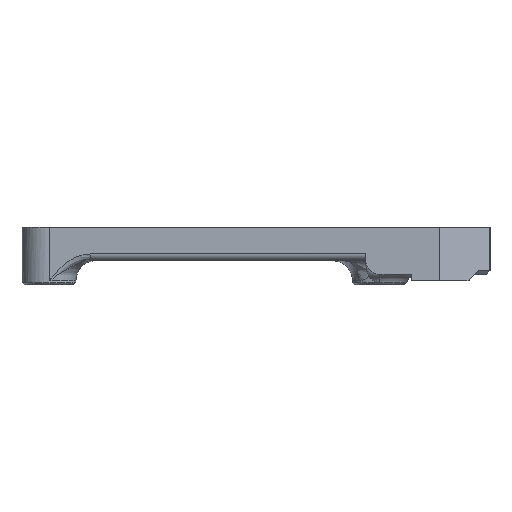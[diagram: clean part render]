
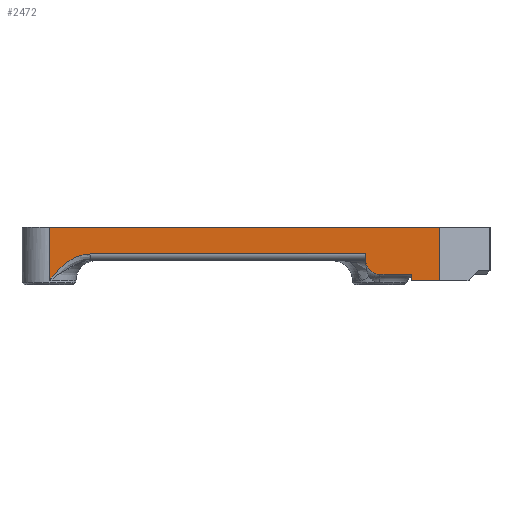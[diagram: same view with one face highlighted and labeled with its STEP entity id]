
A CAD part, left-side view. The second image highlights one B-rep face of the part: STEP entity #2472.
In plain terms, the highlighted planar face has unit normal (-0.999, 0.037, 0).
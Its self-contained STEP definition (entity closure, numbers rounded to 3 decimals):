
#114=PLANE('',#2695);
#186=FACE_OUTER_BOUND('',#349,.T.);
#349=EDGE_LOOP('',(#1889,#1890,#1891,#1892,#1893,#1894,#1895,#1896,#1897,
#1898,#1899));
#467=B_SPLINE_CURVE_WITH_KNOTS('',3,(#3700,#3701,#3702,#3703,#3704,#3705),
 .UNSPECIFIED.,.F.,.F.,(4,2,4),(-0.086,-0.06,
-0.02),.UNSPECIFIED.);
#476=B_SPLINE_CURVE_WITH_KNOTS('',3,(#4205,#4206,#4207,#4208,#4209,#4210,
#4211,#4212,#4213,#4214,#4215,#4216,#4217,#4218,#4219,#4220,#4221,#4222,
#4223,#4224,#4225,#4226,#4227,#4228,#4229,#4230,#4231,#4232,#4233,#4234,
#4235,#4236,#4237,#4238,#4239,#4240,#4241,#4242,#4243,#4244),
 .UNSPECIFIED.,.F.,.F.,(4,3,3,3,3,3,3,3,3,3,3,3,3,4),(0.,0.001,
0.001,0.002,0.003,0.004,0.004,
0.005,0.006,0.007,0.007,0.007,0.007,
0.007),.UNSPECIFIED.);
#477=B_SPLINE_CURVE_WITH_KNOTS('',3,(#4246,#4247,#4248,#4249,#4250,#4251,
#4252,#4253,#4254,#4255),.UNSPECIFIED.,.F.,.F.,(4,2,2,2,4),(-0.593,
-0.519,-0.445,-0.371,-0.296),
 .UNSPECIFIED.);
#507=LINE('',#3674,#697);
#510=LINE('',#3754,#700);
#530=LINE('',#3830,#720);
#531=LINE('',#3846,#721);
#543=LINE('',#3892,#733);
#557=LINE('',#3943,#747);
#559=LINE('',#3947,#749);
#601=LINE('',#4245,#791);
#697=VECTOR('',#2889,1.);
#700=VECTOR('',#2904,4.105);
#720=VECTOR('',#2966,1.003);
#721=VECTOR('',#2983,7.878);
#733=VECTOR('',#3021,57.895);
#747=VECTOR('',#3061,8.);
#749=VECTOR('',#3065,4.18);
#791=VECTOR('',#3199,40.851);
#1034=VERTEX_POINT('',#3671);
#1035=VERTEX_POINT('',#3673);
#1039=VERTEX_POINT('',#3697);
#1040=VERTEX_POINT('',#3699);
#1076=VERTEX_POINT('',#3828);
#1077=VERTEX_POINT('',#3829);
#1082=VERTEX_POINT('',#3842);
#1084=VERTEX_POINT('',#3845);
#1105=VERTEX_POINT('',#3891);
#1126=VERTEX_POINT('',#3935);
#1173=VERTEX_POINT('',#4204);
#1271=EDGE_CURVE('',#1034,#1035,#507,.T.);
#1277=EDGE_CURVE('',#1039,#1040,#467,.T.);
#1281=EDGE_CURVE('',#1039,#1035,#510,.T.);
#1318=EDGE_CURVE('',#1076,#1077,#530,.T.);
#1325=EDGE_CURVE('',#1082,#1084,#531,.T.);
#1349=EDGE_CURVE('',#1105,#1084,#543,.T.);
#1375=EDGE_CURVE('',#1126,#1105,#557,.T.);
#1377=EDGE_CURVE('',#1034,#1126,#559,.T.);
#1445=EDGE_CURVE('',#1173,#1082,#476,.T.);
#1446=EDGE_CURVE('',#1076,#1173,#601,.T.);
#1447=EDGE_CURVE('',#1040,#1077,#477,.T.);
#1889=ORIENTED_EDGE('',*,*,#1277,.F.);
#1890=ORIENTED_EDGE('',*,*,#1281,.T.);
#1891=ORIENTED_EDGE('',*,*,#1271,.F.);
#1892=ORIENTED_EDGE('',*,*,#1377,.T.);
#1893=ORIENTED_EDGE('',*,*,#1375,.T.);
#1894=ORIENTED_EDGE('',*,*,#1349,.T.);
#1895=ORIENTED_EDGE('',*,*,#1325,.F.);
#1896=ORIENTED_EDGE('',*,*,#1445,.F.);
#1897=ORIENTED_EDGE('',*,*,#1446,.F.);
#1898=ORIENTED_EDGE('',*,*,#1318,.T.);
#1899=ORIENTED_EDGE('',*,*,#1447,.F.);
#2472=ADVANCED_FACE('',(#186),#114,.T.);
#2695=AXIS2_PLACEMENT_3D('',#4203,#3197,#3198);
#2889=DIRECTION('',(0.,0.,1.));
#2904=DIRECTION('',(-0.037,-0.999,0.));
#2966=DIRECTION('',(0.,0.,-1.));
#2983=DIRECTION('',(0.,0.,1.));
#3021=DIRECTION('',(0.037,0.999,0.));
#3061=DIRECTION('',(0.,0.,1.));
#3065=DIRECTION('',(-0.037,-0.999,0.));
#3197=DIRECTION('center_axis',(-0.999,0.037,0.));
#3198=DIRECTION('ref_axis',(0.037,0.999,0.));
#3199=DIRECTION('',(0.037,0.999,0.));
#3671=CARTESIAN_POINT('',(-44.884,-91.55,-148.152));
#3673=CARTESIAN_POINT('',(-44.884,-91.55,-147.152));
#3674=CARTESIAN_POINT('',(-44.884,-91.55,-148.152));
#3697=CARTESIAN_POINT('',(-44.732,-87.448,-147.152));
#3699=CARTESIAN_POINT('',(-44.706,-86.75,-147.153));
#3700=CARTESIAN_POINT('Ctrl Pts',(-44.732,-87.448,-147.152));
#3701=CARTESIAN_POINT('Ctrl Pts',(-44.729,-87.364,-147.152));
#3702=CARTESIAN_POINT('Ctrl Pts',(-44.725,-87.264,-147.152));
#3703=CARTESIAN_POINT('Ctrl Pts',(-44.717,-87.046,-147.153));
#3704=CARTESIAN_POINT('Ctrl Pts',(-44.711,-86.895,-147.153));
#3705=CARTESIAN_POINT('Ctrl Pts',(-44.706,-86.75,-147.153));
#3754=CARTESIAN_POINT('',(-44.732,-87.448,-147.152));
#3828=CARTESIAN_POINT('',(-44.632,-84.75,-144.152));
#3829=CARTESIAN_POINT('',(-44.632,-84.75,-145.155));
#3830=CARTESIAN_POINT('',(-44.632,-84.75,-144.152));
#3842=CARTESIAN_POINT('',(-42.898,-37.874,-148.075));
#3845=CARTESIAN_POINT('',(-42.898,-37.872,-140.152));
#3846=CARTESIAN_POINT('',(-42.898,-37.872,-148.03));
#3891=CARTESIAN_POINT('',(-45.038,-95.727,-140.152));
#3892=CARTESIAN_POINT('',(-45.038,-95.727,-140.152));
#3935=CARTESIAN_POINT('',(-45.038,-95.727,-148.152));
#3943=CARTESIAN_POINT('',(-45.038,-95.727,-148.152));
#3947=CARTESIAN_POINT('',(-44.884,-91.55,-148.152));
#4203=CARTESIAN_POINT('Origin',(-43.755,-61.041,-145.152));
#4204=CARTESIAN_POINT('',(-43.122,-43.927,-144.152));
#4205=CARTESIAN_POINT('Ctrl Pts',(-43.122,-43.927,-144.152));
#4206=CARTESIAN_POINT('Ctrl Pts',(-43.11,-43.609,-144.152));
#4207=CARTESIAN_POINT('Ctrl Pts',(-43.099,-43.296,-144.183));
#4208=CARTESIAN_POINT('Ctrl Pts',(-43.087,-42.988,-144.241));
#4209=CARTESIAN_POINT('Ctrl Pts',(-43.082,-42.834,-144.27));
#4210=CARTESIAN_POINT('Ctrl Pts',(-43.076,-42.682,-144.305));
#4211=CARTESIAN_POINT('Ctrl Pts',(-43.07,-42.53,-144.347));
#4212=CARTESIAN_POINT('Ctrl Pts',(-43.065,-42.378,-144.389));
#4213=CARTESIAN_POINT('Ctrl Pts',(-43.059,-42.227,-144.438));
#4214=CARTESIAN_POINT('Ctrl Pts',(-43.054,-42.079,-144.492));
#4215=CARTESIAN_POINT('Ctrl Pts',(-43.043,-41.781,-144.602));
#4216=CARTESIAN_POINT('Ctrl Pts',(-43.032,-41.496,-144.733));
#4217=CARTESIAN_POINT('Ctrl Pts',(-43.022,-41.222,-144.882));
#4218=CARTESIAN_POINT('Ctrl Pts',(-43.012,-40.947,-145.031));
#4219=CARTESIAN_POINT('Ctrl Pts',(-43.002,-40.682,-145.199));
#4220=CARTESIAN_POINT('Ctrl Pts',(-42.993,-40.426,-145.382));
#4221=CARTESIAN_POINT('Ctrl Pts',(-42.988,-40.298,-145.474));
#4222=CARTESIAN_POINT('Ctrl Pts',(-42.983,-40.172,-145.57));
#4223=CARTESIAN_POINT('Ctrl Pts',(-42.979,-40.049,-145.668));
#4224=CARTESIAN_POINT('Ctrl Pts',(-42.974,-39.925,-145.767));
#4225=CARTESIAN_POINT('Ctrl Pts',(-42.97,-39.805,-145.868));
#4226=CARTESIAN_POINT('Ctrl Pts',(-42.965,-39.686,-145.973));
#4227=CARTESIAN_POINT('Ctrl Pts',(-42.956,-39.45,-146.181));
#4228=CARTESIAN_POINT('Ctrl Pts',(-42.948,-39.223,-146.399));
#4229=CARTESIAN_POINT('Ctrl Pts',(-42.94,-39.003,-146.625));
#4230=CARTESIAN_POINT('Ctrl Pts',(-42.932,-38.783,-146.851));
#4231=CARTESIAN_POINT('Ctrl Pts',(-42.924,-38.57,-147.085));
#4232=CARTESIAN_POINT('Ctrl Pts',(-42.916,-38.365,-147.324));
#4233=CARTESIAN_POINT('Ctrl Pts',(-42.913,-38.262,-147.444));
#4234=CARTESIAN_POINT('Ctrl Pts',(-42.909,-38.161,-147.565));
#4235=CARTESIAN_POINT('Ctrl Pts',(-42.905,-38.066,-147.691));
#4236=CARTESIAN_POINT('Ctrl Pts',(-42.904,-38.019,-147.754));
#4237=CARTESIAN_POINT('Ctrl Pts',(-42.902,-37.973,-147.818));
#4238=CARTESIAN_POINT('Ctrl Pts',(-42.9,-37.931,-147.885));
#4239=CARTESIAN_POINT('Ctrl Pts',(-42.9,-37.911,-147.919));
#4240=CARTESIAN_POINT('Ctrl Pts',(-42.899,-37.891,-147.954));
#4241=CARTESIAN_POINT('Ctrl Pts',(-42.898,-37.875,-147.991));
#4242=CARTESIAN_POINT('Ctrl Pts',(-42.898,-37.874,-147.993));
#4243=CARTESIAN_POINT('Ctrl Pts',(-42.898,-37.873,-147.995));
#4244=CARTESIAN_POINT('Ctrl Pts',(-42.898,-37.872,-147.997));
#4245=CARTESIAN_POINT('',(-44.632,-84.75,-144.152));
#4246=CARTESIAN_POINT('Ctrl Pts',(-44.706,-86.75,-147.153));
#4247=CARTESIAN_POINT('Ctrl Pts',(-44.697,-86.503,-147.154));
#4248=CARTESIAN_POINT('Ctrl Pts',(-44.686,-86.213,-147.096));
#4249=CARTESIAN_POINT('Ctrl Pts',(-44.669,-85.756,-146.908));
#4250=CARTESIAN_POINT('Ctrl Pts',(-44.66,-85.51,-146.744));
#4251=CARTESIAN_POINT('Ctrl Pts',(-44.647,-85.161,-146.395));
#4252=CARTESIAN_POINT('Ctrl Pts',(-44.641,-84.997,-146.149));
#4253=CARTESIAN_POINT('Ctrl Pts',(-44.634,-84.808,-145.692));
#4254=CARTESIAN_POINT('Ctrl Pts',(-44.632,-84.75,-145.402));
#4255=CARTESIAN_POINT('Ctrl Pts',(-44.632,-84.75,-145.155));
